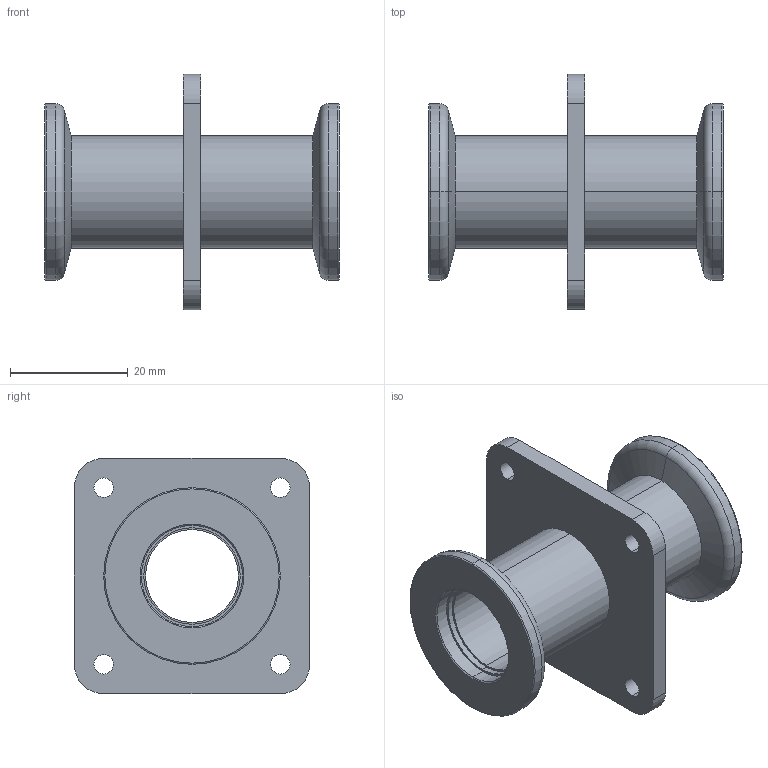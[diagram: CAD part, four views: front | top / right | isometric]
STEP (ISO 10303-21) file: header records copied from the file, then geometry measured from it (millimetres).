
FILE_DESCRIPTION (( 'STEP AP214' ), '1' );
FILE_NAME ('Hositrad_KF16-BH.STEP', '2016-04-01T08:12:00', ( '' ), ( '' ), 'SwSTEP 2.0', 'SolidWorks 2016', '' );
FILE_SCHEMA (( 'AUTOMOTIVE_DESIGN' ));
Length unit declared in the file: millimetre
Products named in the file (4): KF16-19WS_KF16-19; Tube-all_D19L43; Bulkhead-plate_Plate 10-16; Hositrad_KF16-BH
Assembly tree (4 placements, depth 2):
  Hositrad_KF16-BH
    Bulkhead-plate_Plate 10-16
    Tube-all_D19L43
    KF16-19WS_KF16-19  x2
Bounding box: 50 x 40 x 40 mm (x, y, z)
Volume: 11107 mm3; surface area: 11126.4 mm2
Topology: 4 solids, 4 shells, 64 faces, 142 edges, 88 vertices
Faces by surface type: cylinder 34, plane 14, torus 8, cone 8
Entity records: 1490 total; most frequent: DIRECTION 270, CARTESIAN_POINT 222, ORIENTED_EDGE 208, AXIS2_PLACEMENT_3D 114, EDGE_CURVE 104, VERTEX_POINT 66, CIRCLE 62, EDGE_LOOP 60
